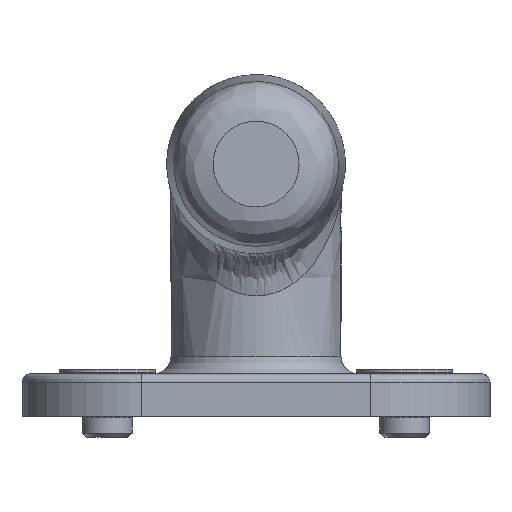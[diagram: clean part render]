
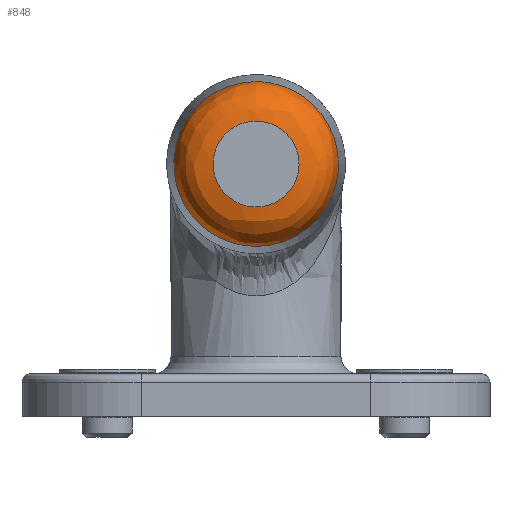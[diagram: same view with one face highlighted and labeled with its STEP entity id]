
A CAD part, left-side view. The second image highlights one B-rep face of the part: STEP entity #848.
In plain terms, the highlighted free-form (B-spline) face has degree [2, 2] with [9, 3] control points.
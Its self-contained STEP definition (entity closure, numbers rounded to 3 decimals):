
#848 = ADVANCED_FACE('',(#849),#888,.T.);
#849 = FACE_BOUND('',#850,.T.);
#850 = EDGE_LOOP('',(#851,#861,#869,#879,#880));
#851 = ORIENTED_EDGE('',*,*,#852,.T.);
#852 = EDGE_CURVE('',#853,#855,#857,.T.);
#853 = VERTEX_POINT('',#854);
#854 = CARTESIAN_POINT('',(-84.971,-8.497,
    26.002));
#855 = VERTEX_POINT('',#856);
#856 = CARTESIAN_POINT('',(-84.971,-0.013,
    34.486));
#857 = ( BOUNDED_CURVE() B_SPLINE_CURVE(2,(#858,#859,#860),
.UNSPECIFIED.,.F.,.F.) B_SPLINE_CURVE_WITH_KNOTS((3,3),(3.142,
4.712),.PIECEWISE_BEZIER_KNOTS.) CURVE() 
GEOMETRIC_REPRESENTATION_ITEM() RATIONAL_B_SPLINE_CURVE((1.,
0.707,1.)) REPRESENTATION_ITEM('') );
#858 = CARTESIAN_POINT('',(-84.971,-8.497,
    26.002));
#859 = CARTESIAN_POINT('',(-84.971,-8.497,
    34.486));
#860 = CARTESIAN_POINT('',(-84.971,-0.013,
    34.486));
#861 = ORIENTED_EDGE('',*,*,#862,.T.);
#862 = EDGE_CURVE('',#855,#863,#865,.T.);
#863 = VERTEX_POINT('',#864);
#864 = CARTESIAN_POINT('',(-88.959,-0.013,
    30.428));
#865 = ( BOUNDED_CURVE() B_SPLINE_CURVE(2,(#866,#867,#868),
.UNSPECIFIED.,.F.,.F.) B_SPLINE_CURVE_WITH_KNOTS((3,3),(
0.017,1.571),.PIECEWISE_BEZIER_KNOTS.) CURVE() 
GEOMETRIC_REPRESENTATION_ITEM() RATIONAL_B_SPLINE_CURVE((1.,
0.713,1.)) REPRESENTATION_ITEM('') );
#866 = CARTESIAN_POINT('',(-84.971,-0.013,
    34.486));
#867 = CARTESIAN_POINT('',(-88.959,-0.013,
    34.417));
#868 = CARTESIAN_POINT('',(-88.959,-0.013,
    30.428));
#869 = ORIENTED_EDGE('',*,*,#870,.T.);
#870 = EDGE_CURVE('',#863,#863,#871,.T.);
#871 = ( BOUNDED_CURVE() B_SPLINE_CURVE(2,(#872,#873,#874,#875,#876,#877
,#878),.UNSPECIFIED.,.T.,.F.) B_SPLINE_CURVE_WITH_KNOTS((3,2,2,3),(
    1.571,3.665,5.76,7.854),
.PIECEWISE_BEZIER_KNOTS.) CURVE() GEOMETRIC_REPRESENTATION_ITEM() 
RATIONAL_B_SPLINE_CURVE((1.,0.5,1.,0.5,1.,0.5,1.)) REPRESENTATION_ITEM(
  '') );
#872 = CARTESIAN_POINT('',(-88.959,-0.013,
    30.428));
#873 = CARTESIAN_POINT('',(-88.959,-7.679,
    30.428));
#874 = CARTESIAN_POINT('',(-88.959,-3.846,
    23.789));
#875 = CARTESIAN_POINT('',(-88.959,-0.013,
    17.149));
#876 = CARTESIAN_POINT('',(-88.959,3.82,23.789
    ));
#877 = CARTESIAN_POINT('',(-88.959,7.653,30.428
    ));
#878 = CARTESIAN_POINT('',(-88.959,-0.013,
    30.428));
#879 = ORIENTED_EDGE('',*,*,#862,.F.);
#880 = ORIENTED_EDGE('',*,*,#881,.T.);
#881 = EDGE_CURVE('',#855,#853,#882,.T.);
#882 = ( BOUNDED_CURVE() B_SPLINE_CURVE(2,(#883,#884,#885,#886,#887),
.UNSPECIFIED.,.F.,.F.) B_SPLINE_CURVE_WITH_KNOTS((3,2,3),(4.712
,7.069,9.425),.PIECEWISE_BEZIER_KNOTS.) CURVE() 
GEOMETRIC_REPRESENTATION_ITEM() RATIONAL_B_SPLINE_CURVE((1.,
0.383,1.,0.383,1.)) REPRESENTATION_ITEM('') );
#883 = CARTESIAN_POINT('',(-84.971,-0.013,
    34.486));
#884 = CARTESIAN_POINT('',(-84.971,20.47,
    34.486));
#885 = CARTESIAN_POINT('',(-84.971,5.986,
    20.003));
#886 = CARTESIAN_POINT('',(-84.971,-8.497,
    5.519));
#887 = CARTESIAN_POINT('',(-84.971,-8.497,
    26.002));
#888 = ( BOUNDED_SURFACE() B_SPLINE_SURFACE(2,2,(
    (#889,#890,#891)
    ,(#892,#893,#894)
    ,(#895,#896,#897)
    ,(#898,#899,#900)
    ,(#901,#902,#903)
    ,(#904,#905,#906)
    ,(#907,#908,#909)
    ,(#910,#911,#912)
    ,(#913,#914,#915
)),.UNSPECIFIED.,.T.,.F.,.F.) B_SPLINE_SURFACE_WITH_KNOTS((3,2,2,2,3),(3
    ,3),(-3.142,-2.094,0.,2.094,3.142)
  ,(4.712,6.266),.UNSPECIFIED.) 
GEOMETRIC_REPRESENTATION_ITEM() RATIONAL_B_SPLINE_SURFACE((
    (0.75,0.535,0.75)
    ,(0.75,0.535,0.75)
    ,(1.,0.713,1.)
    ,(0.5,0.357,0.5)
    ,(1.,0.713,1.)
    ,(0.5,0.357,0.5)
    ,(1.,0.713,1.)
    ,(0.75,0.535,0.75)
,(0.75,0.535,0.75))) REPRESENTATION_ITEM('') SURFACE() );
#889 = CARTESIAN_POINT('',(-88.959,-0.013,
    30.428));
#890 = CARTESIAN_POINT('',(-88.959,-0.013,
    34.417));
#891 = CARTESIAN_POINT('',(-84.971,-0.013,
    34.486));
#892 = CARTESIAN_POINT('',(-88.959,-2.569,
    30.428));
#893 = CARTESIAN_POINT('',(-88.959,-4.871,34.417)
  );
#894 = CARTESIAN_POINT('',(-84.971,-4.912,
    34.486));
#895 = CARTESIAN_POINT('',(-88.959,-3.846,
    28.215));
#896 = CARTESIAN_POINT('',(-88.959,-7.3,
    30.209));
#897 = CARTESIAN_POINT('',(-84.971,-7.361,
    30.244));
#898 = CARTESIAN_POINT('',(-88.959,-7.679,
    21.576));
#899 = CARTESIAN_POINT('',(-88.959,-14.588,17.587
    ));
#900 = CARTESIAN_POINT('',(-84.971,-14.709,
    17.518));
#901 = CARTESIAN_POINT('',(-88.959,-0.013,
    21.576));
#902 = CARTESIAN_POINT('',(-88.959,-0.013,
    17.587));
#903 = CARTESIAN_POINT('',(-84.971,-0.013,
    17.518));
#904 = CARTESIAN_POINT('',(-88.959,7.653,21.576
    ));
#905 = CARTESIAN_POINT('',(-88.959,14.562,
    17.587));
#906 = CARTESIAN_POINT('',(-84.971,14.682,
    17.518));
#907 = CARTESIAN_POINT('',(-88.959,3.82,28.215
    ));
#908 = CARTESIAN_POINT('',(-88.959,7.274,30.209
    ));
#909 = CARTESIAN_POINT('',(-84.971,7.335,
    30.244));
#910 = CARTESIAN_POINT('',(-88.959,2.542,30.428
    ));
#911 = CARTESIAN_POINT('',(-88.959,4.845,34.417
    ));
#912 = CARTESIAN_POINT('',(-84.971,4.885,
    34.486));
#913 = CARTESIAN_POINT('',(-88.959,-0.013,
    30.428));
#914 = CARTESIAN_POINT('',(-88.959,-0.013,
    34.417));
#915 = CARTESIAN_POINT('',(-84.971,-0.013,
    34.486));
